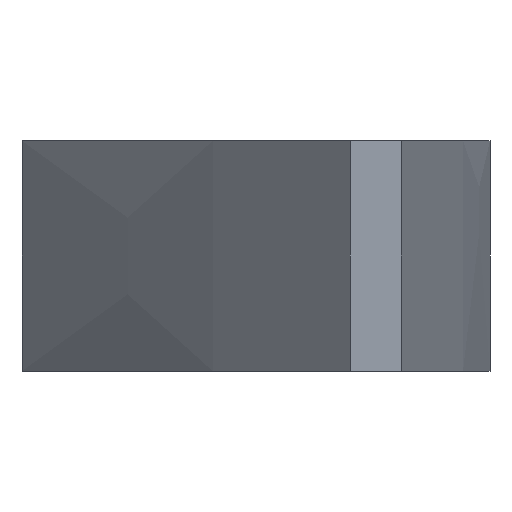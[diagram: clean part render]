
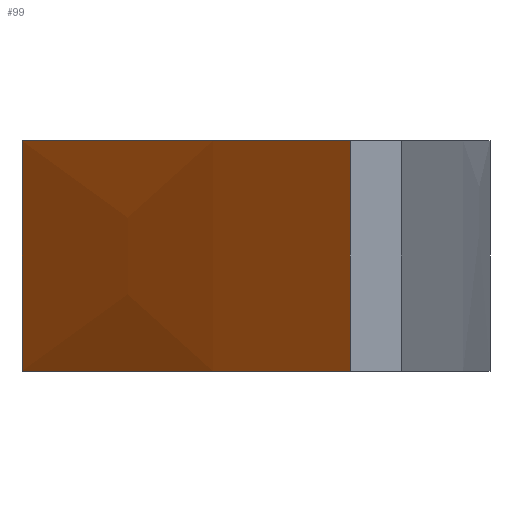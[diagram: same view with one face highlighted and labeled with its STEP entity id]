
A CAD part, left-side view. The second image highlights one B-rep face of the part: STEP entity #99.
In plain terms, the highlighted face is a extrusion surface.
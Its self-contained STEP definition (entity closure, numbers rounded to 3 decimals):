
#32=CARTESIAN_POINT('Control Point',(107.007,-49.776,0.)) ;
#33=CARTESIAN_POINT('Control Point',(117.174,-50.956,0.)) ;
#34=CARTESIAN_POINT('Control Point',(127.368,-51.851,0.)) ;
#35=CARTESIAN_POINT('Control Point',(137.583,-52.498,0.)) ;
#36=CARTESIAN_POINT('Control Point',(180.193,-54.252,0.)) ;
#37=CARTESIAN_POINT('Control Point',(222.877,-52.459,0.)) ;
#38=CARTESIAN_POINT('Control Point',(255.056,-49.693,0.)) ;
#39=CARTESIAN_POINT('Control Point',(292.52,-45.167,0.)) ;
#40=CARTESIAN_POINT('Control Point',(329.811,-39.478,0.)) ;
#41=CARTESIAN_POINT('Control Point',(335.087,-38.65,0.)) ;
#42=CARTESIAN_POINT('Control Point',(340.36,-37.801,0.)) ;
#43=CARTESIAN_POINT('Control Point',(345.629,-36.932,0.)) ;
#48=CARTESIAN_POINT('Control Point',(107.007,-49.776,9.)) ;
#49=CARTESIAN_POINT('Control Point',(117.174,-50.956,9.)) ;
#50=CARTESIAN_POINT('Control Point',(127.368,-51.851,9.)) ;
#51=CARTESIAN_POINT('Control Point',(137.583,-52.498,9.)) ;
#52=CARTESIAN_POINT('Control Point',(180.193,-54.252,9.)) ;
#53=CARTESIAN_POINT('Control Point',(222.877,-52.459,9.)) ;
#54=CARTESIAN_POINT('Control Point',(255.056,-49.693,9.)) ;
#55=CARTESIAN_POINT('Control Point',(292.52,-45.167,9.)) ;
#56=CARTESIAN_POINT('Control Point',(329.811,-39.478,9.)) ;
#57=CARTESIAN_POINT('Control Point',(335.087,-38.65,9.)) ;
#58=CARTESIAN_POINT('Control Point',(340.36,-37.801,9.)) ;
#59=CARTESIAN_POINT('Control Point',(345.629,-36.932,9.)) ;
#60=CARTESIAN_POINT('Vertex',(107.007,-49.776,9.)) ;
#62=CARTESIAN_POINT('Vertex',(345.629,-36.932,9.)) ;
#65=CARTESIAN_POINT('Line Origine',(345.629,-36.932,4.5)) ;
#69=CARTESIAN_POINT('Vertex',(345.629,-36.932,0.)) ;
#73=CARTESIAN_POINT('Control Point',(107.007,-49.776,0.)) ;
#74=CARTESIAN_POINT('Control Point',(117.174,-50.956,0.)) ;
#75=CARTESIAN_POINT('Control Point',(127.368,-51.851,0.)) ;
#76=CARTESIAN_POINT('Control Point',(137.583,-52.498,0.)) ;
#77=CARTESIAN_POINT('Control Point',(180.193,-54.252,0.)) ;
#78=CARTESIAN_POINT('Control Point',(222.877,-52.459,0.)) ;
#79=CARTESIAN_POINT('Control Point',(255.056,-49.693,0.)) ;
#80=CARTESIAN_POINT('Control Point',(292.52,-45.167,0.)) ;
#81=CARTESIAN_POINT('Control Point',(329.811,-39.478,0.)) ;
#82=CARTESIAN_POINT('Control Point',(335.087,-38.65,0.)) ;
#83=CARTESIAN_POINT('Control Point',(340.36,-37.801,0.)) ;
#84=CARTESIAN_POINT('Control Point',(345.629,-36.932,0.)) ;
#85=CARTESIAN_POINT('Vertex',(107.007,-49.776,0.)) ;
#88=CARTESIAN_POINT('Line Origine',(107.007,-49.776,4.5)) ;
#45=VECTOR('Extrusion Surface Vector',#44,1.) ;
#67=VECTOR('Line Direction',#66,1.) ;
#90=VECTOR('Line Direction',#89,1.) ;
#44=DIRECTION('Vector Direction',(0.,0.,1.)) ;
#66=DIRECTION('Vector Direction',(0.,0.,1.)) ;
#89=DIRECTION('Vector Direction',(0.,0.,1.)) ;
#68=LINE('Line',#65,#67) ;
#91=LINE('Line',#88,#90) ;
#64=EDGE_CURVE('',#61,#63,#47,.T.) ;
#71=EDGE_CURVE('',#70,#63,#68,.T.) ;
#87=EDGE_CURVE('',#86,#70,#72,.T.) ;
#92=EDGE_CURVE('',#86,#61,#91,.T.) ;
#94=ORIENTED_EDGE('',*,*,#64,.T.) ;
#95=ORIENTED_EDGE('',*,*,#71,.F.) ;
#96=ORIENTED_EDGE('',*,*,#87,.F.) ;
#97=ORIENTED_EDGE('',*,*,#92,.T.) ;
#93=EDGE_LOOP('',(#94,#95,#96,#97)) ;
#61=VERTEX_POINT('',#60) ;
#63=VERTEX_POINT('',#62) ;
#70=VERTEX_POINT('',#69) ;
#86=VERTEX_POINT('',#85) ;
#99=ADVANCED_FACE('PartBody',(#98),#46,.F.) ;
#31=B_SPLINE_CURVE_WITH_KNOTS('',5,(#32,#33,#34,#35,#36,#37,#38,#39,#40,#41,#42,#43),.UNSPECIFIED.,.F.,.U.,(6,3,3,6),(0.,51.263,213.155,239.851),.UNSPECIFIED.) ;
#47=B_SPLINE_CURVE_WITH_KNOTS('',5,(#48,#49,#50,#51,#52,#53,#54,#55,#56,#57,#58,#59),.UNSPECIFIED.,.F.,.U.,(6,3,3,6),(500000.,500051.27,500213.186,500239.885),.UNSPECIFIED.) ;
#72=B_SPLINE_CURVE_WITH_KNOTS('',5,(#73,#74,#75,#76,#77,#78,#79,#80,#81,#82,#83,#84),.UNSPECIFIED.,.F.,.U.,(6,3,3,6),(500000.,500051.27,500213.186,500239.885),.UNSPECIFIED.) ;
#98=FACE_OUTER_BOUND('',#93,.T.) ;
#46=SURFACE_OF_LINEAR_EXTRUSION('generated tabulated cylinder',#31,#45) ;
